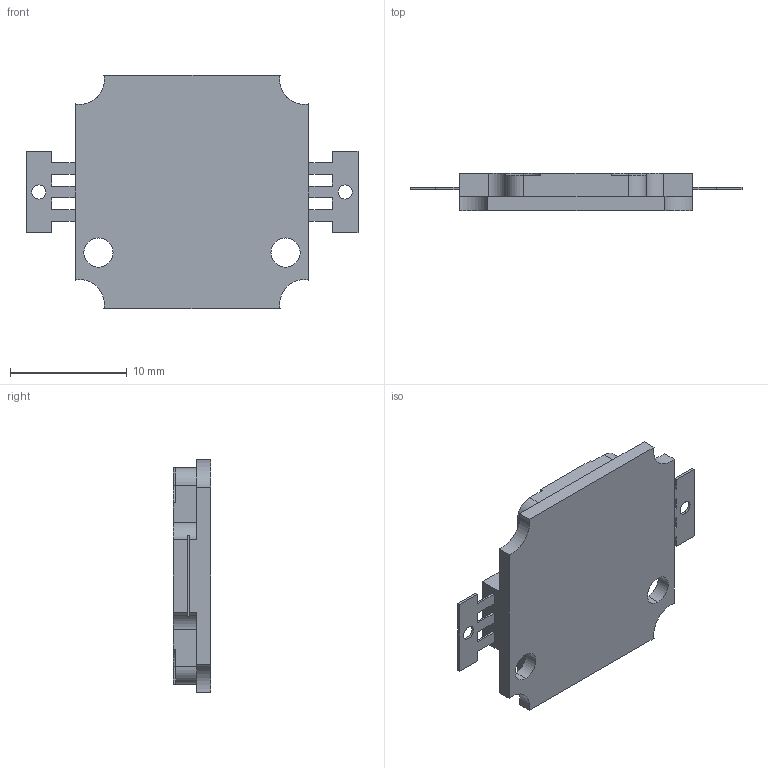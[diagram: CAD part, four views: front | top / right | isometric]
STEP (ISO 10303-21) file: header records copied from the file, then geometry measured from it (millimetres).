
FILE_DESCRIPTION (( 'STEP AP214' ), '1' );
FILE_NAME ('E18AD45D-CAAD-45CB-9CFF-AF37A9E35C17.STEP', '2023-07-12T19:24:16', ( '' ), ( '' ), 'SwSTEP 2.0', 'SolidWorks 2022', '' );
FILE_SCHEMA (( 'AUTOMOTIVE_DESIGN' ));
Length unit declared in the file: millimetre
Products named in the file (1): E18AD45D-CAAD-45CB-9CFF-AF37A9E35C17
Bounding box: 28.4 x 3.2 x 20 mm (x, y, z)
Volume: 962.9 mm3; surface area: 1726.5 mm2
Topology: 3 solids, 3 shells, 352 faces, 1026 edges, 684 vertices
Faces by surface type: plane 244, cylinder 108
Entity records: 14286 total; most frequent: CARTESIAN_POINT 2063, ORIENTED_EDGE 2052, DIRECTION 1948, EDGE_CURVE 1026, LINE 810, VECTOR 810, VERTEX_POINT 684, AXIS2_PLACEMENT_3D 569
